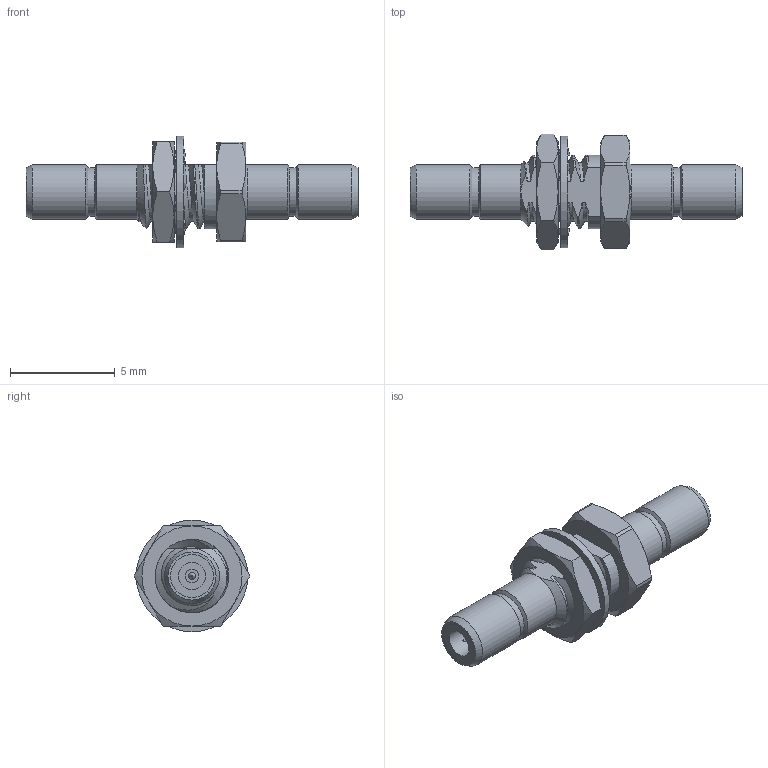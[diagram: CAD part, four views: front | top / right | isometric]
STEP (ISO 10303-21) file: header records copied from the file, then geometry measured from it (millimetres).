
FILE_DESCRIPTION (( 'STEP AP203' ), '1' );
FILE_NAME ('SM2171_3D.step', '2020-09-30T18:05:30', ( '' ), ( '' ), 'SwSTEP 2.0', 'SolidWorks 2018', '' );
FILE_SCHEMA (( 'CONFIG_CONTROL_DESIGN' ));
Length unit declared in the file: inch
Products named in the file (1): SM2171_3D
Bounding box: 15.82 x 5.51 x 5.32 mm (x, y, z)
Volume: 119.8 mm3; surface area: 304.5 mm2
Topology: 3 solids, 3 shells, 151 faces, 363 edges, 228 vertices
Faces by surface type: bspline 45, cylinder 39, cone 36, plane 31
Full cylindrical faces by diameter (mm): 0.355 x2, 0.646 x2, 1.31 x2, 2.052 x2, 2.289 x2, 2.62 x4, 5.317 x1
Entity records: 11312 total; most frequent: CARTESIAN_POINT 8325, ORIENTED_EDGE 676, DIRECTION 449, EDGE_CURVE 338, VERTEX_POINT 226, AXIS2_PLACEMENT_3D 197, EDGE_LOOP 188, FACE_OUTER_BOUND 166
